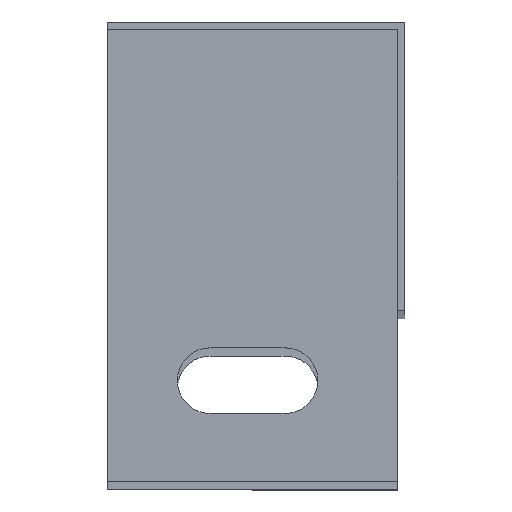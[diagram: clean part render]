
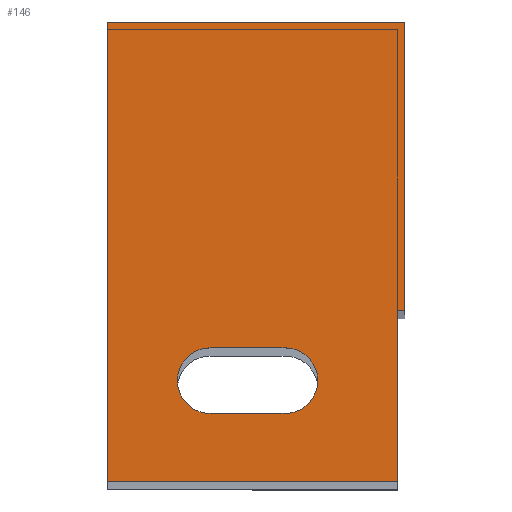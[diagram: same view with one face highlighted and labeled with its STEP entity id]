
A CAD part, top view. The second image highlights one B-rep face of the part: STEP entity #146.
In plain terms, the highlighted planar face has unit normal (0, 0, 1).
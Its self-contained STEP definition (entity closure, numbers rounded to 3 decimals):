
#9 = LINE ( 'NONE', #309, #261 ) ;
#10 = LINE ( 'NONE', #279, #434 ) ;
#14 = VERTEX_POINT ( 'NONE', #27 ) ;
#24 = LINE ( 'NONE', #607, #340 ) ;
#25 = VERTEX_POINT ( 'NONE', #726 ) ;
#27 = CARTESIAN_POINT ( 'NONE',  ( 1481.5, -41., 499.8 ) ) ;
#30 = CARTESIAN_POINT ( 'NONE',  ( 1462.5, 0.8, 499.8 ) ) ;
#44 = CARTESIAN_POINT ( 'NONE',  ( 1493.5, -30., 499.8 ) ) ;
#53 = DIRECTION ( 'NONE',  ( -1., 0., 0. ) ) ;
#55 = CARTESIAN_POINT ( 'NONE',  ( 1473.5, -41., 499.8 ) ) ;
#74 = VECTOR ( 'NONE', #510, 1000. ) ;
#79 = CARTESIAN_POINT ( 'NONE',  ( 1492.5, -1., 499.8 ) ) ;
#90 = CARTESIAN_POINT ( 'NONE',  ( 1494.3, -30., 499.8 ) ) ;
#102 = CARTESIAN_POINT ( 'NONE',  ( 1494.3, 0.8, 499.8 ) ) ;
#112 = CARTESIAN_POINT ( 'NONE',  ( 1493.5, -48.3, 499.8 ) ) ;
#115 = ORIENTED_EDGE ( 'NONE', *, *, #378, .F. ) ;
#116 = DIRECTION ( 'NONE',  ( 0., 0., 1. ) ) ;
#127 = ORIENTED_EDGE ( 'NONE', *, *, #276, .T. ) ;
#128 = VECTOR ( 'NONE', #760, 1000. ) ;
#137 = LINE ( 'NONE', #755, #74 ) ;
#142 = DIRECTION ( 'NONE',  ( 0., -1., 0. ) ) ;
#146 = ADVANCED_FACE ( 'NONE', ( #742, #686 ), #403, .T. ) ;
#172 = AXIS2_PLACEMENT_3D ( 'NONE', #511, #116, #556 ) ;
#175 = LINE ( 'NONE', #450, #214 ) ;
#176 = CARTESIAN_POINT ( 'NONE',  ( 1473.5, -41., 499.8 ) ) ;
#179 = DIRECTION ( 'NONE',  ( 0., 1., 0. ) ) ;
#181 = AXIS2_PLACEMENT_3D ( 'NONE', #239, #655, #306 ) ;
#182 = DIRECTION ( 'NONE',  ( 0., -1., 0. ) ) ;
#192 = ORIENTED_EDGE ( 'NONE', *, *, #395, .F. ) ;
#208 = VERTEX_POINT ( 'NONE', #30 ) ;
#214 = VECTOR ( 'NONE', #182, 1000. ) ;
#239 = CARTESIAN_POINT ( 'NONE',  ( 1473.5, -37.5, 499.8 ) ) ;
#240 = CARTESIAN_POINT ( 'NONE',  ( 1462.5, -1., 499.8 ) ) ;
#241 = AXIS2_PLACEMENT_3D ( 'NONE', #79, #579, #142 ) ;
#244 = CARTESIAN_POINT ( 'NONE',  ( 1473.5, -34., 499.8 ) ) ;
#247 = ORIENTED_EDGE ( 'NONE', *, *, #379, .F. ) ;
#261 = VECTOR ( 'NONE', #380, 1000. ) ;
#264 = EDGE_LOOP ( 'NONE', ( #560, #115, #247, #489 ) ) ;
#276 = EDGE_CURVE ( 'NONE', #747, #208, #10, .T. ) ;
#279 = CARTESIAN_POINT ( 'NONE',  ( 1493.5, 0.8, 499.8 ) ) ;
#294 = EDGE_LOOP ( 'NONE', ( #625, #479, #305, #192, #646, #127 ) ) ;
#295 = VERTEX_POINT ( 'NONE', #44 ) ;
#305 = ORIENTED_EDGE ( 'NONE', *, *, #391, .T. ) ;
#306 = DIRECTION ( 'NONE',  ( 1., 0., 0. ) ) ;
#309 = CARTESIAN_POINT ( 'NONE',  ( 1493.5, -48.3, 499.8 ) ) ;
#322 = VECTOR ( 'NONE', #179, 1000. ) ;
#340 = VECTOR ( 'NONE', #53, 1000. ) ;
#364 = VERTEX_POINT ( 'NONE', #112 ) ;
#372 = VERTEX_POINT ( 'NONE', #176 ) ;
#374 = EDGE_CURVE ( 'NONE', #364, #472, #137, .T. ) ;
#377 = EDGE_CURVE ( 'NONE', #402, #372, #468, .T. ) ;
#378 = EDGE_CURVE ( 'NONE', #25, #402, #24, .T. ) ;
#379 = EDGE_CURVE ( 'NONE', #14, #25, #473, .T. ) ;
#380 = DIRECTION ( 'NONE',  ( 0., 1., 0. ) ) ;
#381 = EDGE_CURVE ( 'NONE', #372, #14, #572, .T. ) ;
#389 = EDGE_CURVE ( 'NONE', #472, #208, #520, .T. ) ;
#391 = EDGE_CURVE ( 'NONE', #364, #295, #9, .T. ) ;
#395 = EDGE_CURVE ( 'NONE', #562, #295, #631, .T. ) ;
#398 = EDGE_CURVE ( 'NONE', #747, #562, #175, .T. ) ;
#402 = VERTEX_POINT ( 'NONE', #244 ) ;
#403 = PLANE ( 'NONE',  #241 ) ;
#434 = VECTOR ( 'NONE', #590, 1000. ) ;
#450 = CARTESIAN_POINT ( 'NONE',  ( 1494.3, -1.5, 499.8 ) ) ;
#468 = CIRCLE ( 'NONE', #181, 3.5 ) ;
#472 = VERTEX_POINT ( 'NONE', #533 ) ;
#473 = CIRCLE ( 'NONE', #172, 3.5 ) ;
#479 = ORIENTED_EDGE ( 'NONE', *, *, #374, .F. ) ;
#489 = ORIENTED_EDGE ( 'NONE', *, *, #381, .F. ) ;
#510 = DIRECTION ( 'NONE',  ( -1., 0., 0. ) ) ;
#511 = CARTESIAN_POINT ( 'NONE',  ( 1481.5, -37.5, 499.8 ) ) ;
#520 = LINE ( 'NONE', #240, #322 ) ;
#533 = CARTESIAN_POINT ( 'NONE',  ( 1462.5, -48.3, 499.8 ) ) ;
#556 = DIRECTION ( 'NONE',  ( 1., 0., 0. ) ) ;
#560 = ORIENTED_EDGE ( 'NONE', *, *, #377, .F. ) ;
#562 = VERTEX_POINT ( 'NONE', #90 ) ;
#572 = LINE ( 'NONE', #55, #722 ) ;
#579 = DIRECTION ( 'NONE',  ( 0., 0., 1. ) ) ;
#590 = DIRECTION ( 'NONE',  ( -1., 0., 0. ) ) ;
#607 = CARTESIAN_POINT ( 'NONE',  ( 1481.5, -34., 499.8 ) ) ;
#610 = CARTESIAN_POINT ( 'NONE',  ( 1494.3, -30., 499.8 ) ) ;
#625 = ORIENTED_EDGE ( 'NONE', *, *, #389, .F. ) ;
#631 = LINE ( 'NONE', #610, #128 ) ;
#646 = ORIENTED_EDGE ( 'NONE', *, *, #398, .F. ) ;
#655 = DIRECTION ( 'NONE',  ( 0., 0., 1. ) ) ;
#686 = FACE_OUTER_BOUND ( 'NONE', #294, .T. ) ;
#704 = DIRECTION ( 'NONE',  ( 1., 0., 0. ) ) ;
#722 = VECTOR ( 'NONE', #704, 1000. ) ;
#726 = CARTESIAN_POINT ( 'NONE',  ( 1481.5, -34., 499.8 ) ) ;
#742 = FACE_BOUND ( 'NONE', #264, .T. ) ;
#747 = VERTEX_POINT ( 'NONE', #102 ) ;
#755 = CARTESIAN_POINT ( 'NONE',  ( 1492.5, -48.3, 499.8 ) ) ;
#760 = DIRECTION ( 'NONE',  ( -1., 0., 0. ) ) ;
